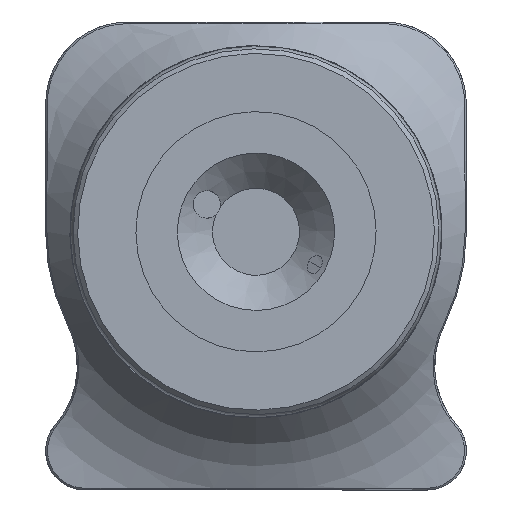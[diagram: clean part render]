
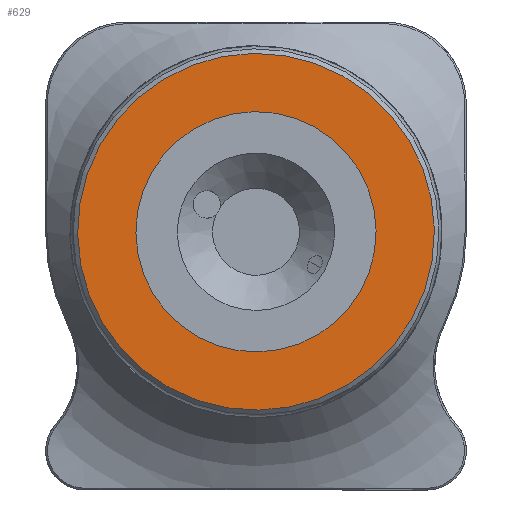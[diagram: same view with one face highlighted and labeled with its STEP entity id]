
A CAD part, front view. The second image highlights one B-rep face of the part: STEP entity #629.
In plain terms, the highlighted planar face has unit normal (0, -1, 0).
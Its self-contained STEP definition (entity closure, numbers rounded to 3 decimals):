
#595=CARTESIAN_POINT('',(9.501,-16.379,17.029));
#596=VERTEX_POINT('',#595);
#597=CARTESIAN_POINT('',(0.,-16.379,0.));
#598=DIRECTION('',(0.,-1.0,0.));
#599=DIRECTION('',(0.487,0.,0.873));
#600=AXIS2_PLACEMENT_3D('',#597,#598,#599);
#601=CIRCLE('',#600,19.5);
#602=EDGE_CURVE('',#596,#596,#601,.T.);
#610=CARTESIAN_POINT('',(7.949,-16.379,14.248));
#611=DIRECTION('',(0.0,-1.0,0.0));
#612=DIRECTION('',(0.873,0.0,-0.487));
#613=AXIS2_PLACEMENT_3D('',#610,#611,#612);
#614=PLANE('',#613);
#615=ORIENTED_EDGE('',*,*,#602,.T.);
#616=EDGE_LOOP('',(#615));
#617=FACE_OUTER_BOUND('',#616,.T.);
#618=CARTESIAN_POINT('',(6.397,-16.379,11.466));
#619=VERTEX_POINT('',#618);
#620=CARTESIAN_POINT('',(0.,-16.379,0.));
#621=DIRECTION('',(0.,-1.0,0.));
#622=DIRECTION('',(0.487,0.,0.873));
#623=AXIS2_PLACEMENT_3D('',#620,#621,#622);
#624=CIRCLE('',#623,13.13);
#625=EDGE_CURVE('',#619,#619,#624,.T.);
#626=ORIENTED_EDGE('',*,*,#625,.F.);
#627=EDGE_LOOP('',(#626));
#628=FACE_BOUND('',#627,.T.);
#629=ADVANCED_FACE('',(#617,#628),#614,.T.);
